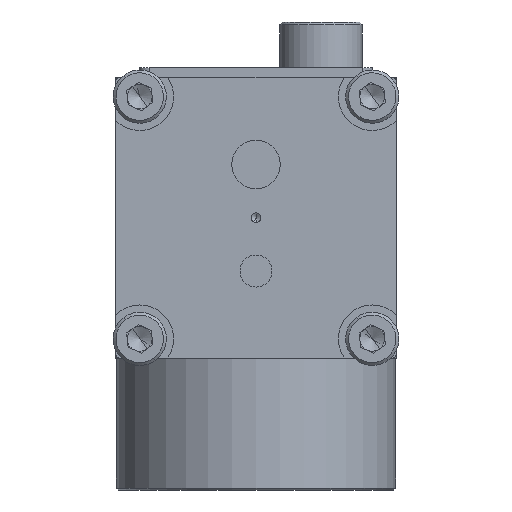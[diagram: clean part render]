
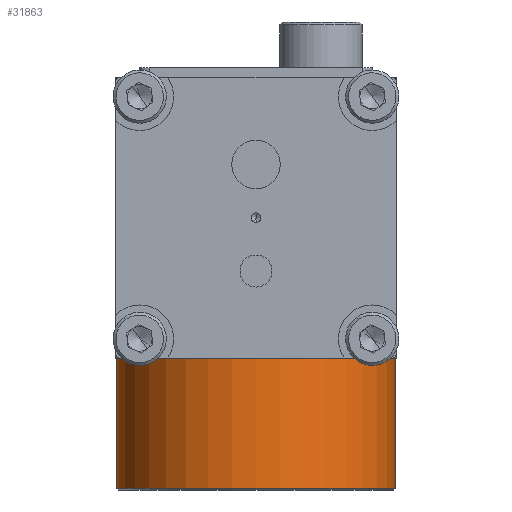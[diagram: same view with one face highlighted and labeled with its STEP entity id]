
A CAD part, front view. The second image highlights one B-rep face of the part: STEP entity #31863.
In plain terms, the highlighted cylindrical face has radius 14.4 mm (diameter 28.8 mm), a partial arc.
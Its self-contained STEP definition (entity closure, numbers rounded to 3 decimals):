
#3918 = DIRECTION ( 'NONE',  ( 0., 0., 1. ) ) ;
#7639 = ORIENTED_EDGE ( 'NONE', *, *, #56159, .T. ) ;
#10677 = EDGE_CURVE ( 'NONE', #90570, #75243, #85636, .T. ) ;
#10904 = CARTESIAN_POINT ( 'NONE',  ( -14.4, 0., 13.6 ) ) ;
#19334 = VERTEX_POINT ( 'NONE', #10904 ) ;
#19379 = VECTOR ( 'NONE', #106959, 1000. ) ;
#21331 = CYLINDRICAL_SURFACE ( 'NONE', #90312, 14.4 ) ;
#24045 = AXIS2_PLACEMENT_3D ( 'NONE', #120663, #53482, #131947 ) ;
#27081 = CARTESIAN_POINT ( 'NONE',  ( -14.4, 0., 0.2 ) ) ;
#29770 = CARTESIAN_POINT ( 'NONE',  ( 0., -14.4, 0.2 ) ) ;
#31863 = ADVANCED_FACE ( 'NONE', ( #61850 ), #21331, .T. ) ;
#34904 = ORIENTED_EDGE ( 'NONE', *, *, #80069, .T. ) ;
#35638 = CIRCLE ( 'NONE', #82385, 14.4 ) ;
#40797 = AXIS2_PLACEMENT_3D ( 'NONE', #115134, #47906, #126386 ) ;
#41071 = CARTESIAN_POINT ( 'NONE',  ( 0., 0., 13.6 ) ) ;
#41517 = CARTESIAN_POINT ( 'NONE',  ( 14.4, 0., 0.2 ) ) ;
#47481 = ORIENTED_EDGE ( 'NONE', *, *, #138345, .F. ) ;
#47906 = DIRECTION ( 'NONE',  ( 0., 0., 1. ) ) ;
#49312 = LINE ( 'NONE', #95673, #19379 ) ;
#52455 = DIRECTION ( 'NONE',  ( 1., 0., 0. ) ) ;
#52586 = ORIENTED_EDGE ( 'NONE', *, *, #10677, .T. ) ;
#53482 = DIRECTION ( 'NONE',  ( 0., 0., 1. ) ) ;
#56159 = EDGE_CURVE ( 'NONE', #142810, #90570, #85140, .T. ) ;
#61850 = FACE_OUTER_BOUND ( 'NONE', #129761, .T. ) ;
#70326 = CARTESIAN_POINT ( 'NONE',  ( 0., 0., 0. ) ) ;
#75243 = VERTEX_POINT ( 'NONE', #41517 ) ;
#77376 = LINE ( 'NONE', #82423, #103771 ) ;
#80069 = EDGE_CURVE ( 'NONE', #75243, #132775, #49312, .T. ) ;
#82385 = AXIS2_PLACEMENT_3D ( 'NONE', #41071, #119640, #52455 ) ;
#82423 = CARTESIAN_POINT ( 'NONE',  ( -14.4, 0., 0. ) ) ;
#85140 = CIRCLE ( 'NONE', #40797, 14.4 ) ;
#85636 = CIRCLE ( 'NONE', #24045, 14.4 ) ;
#90312 = AXIS2_PLACEMENT_3D ( 'NONE', #70326, #137585, #115505 ) ;
#90570 = VERTEX_POINT ( 'NONE', #29770 ) ;
#92457 = EDGE_CURVE ( 'NONE', #132775, #19334, #35638, .T. ) ;
#95673 = CARTESIAN_POINT ( 'NONE',  ( 14.4, 0., 0. ) ) ;
#96968 = ORIENTED_EDGE ( 'NONE', *, *, #92457, .T. ) ;
#103771 = VECTOR ( 'NONE', #3918, 1000. ) ;
#106959 = DIRECTION ( 'NONE',  ( 0., 0., 1. ) ) ;
#115134 = CARTESIAN_POINT ( 'NONE',  ( 0., 0., 0.2 ) ) ;
#115505 = DIRECTION ( 'NONE',  ( 1., 0., 0. ) ) ;
#116009 = CARTESIAN_POINT ( 'NONE',  ( 14.4, 0., 13.6 ) ) ;
#119640 = DIRECTION ( 'NONE',  ( 0., 0., -1. ) ) ;
#120663 = CARTESIAN_POINT ( 'NONE',  ( 0., 0., 0.2 ) ) ;
#126386 = DIRECTION ( 'NONE',  ( 1., 0., 0. ) ) ;
#129761 = EDGE_LOOP ( 'NONE', ( #47481, #7639, #52586, #34904, #96968 ) ) ;
#131947 = DIRECTION ( 'NONE',  ( 1., 0., 0. ) ) ;
#132775 = VERTEX_POINT ( 'NONE', #116009 ) ;
#137585 = DIRECTION ( 'NONE',  ( 0., 0., 1. ) ) ;
#138345 = EDGE_CURVE ( 'NONE', #142810, #19334, #77376, .T. ) ;
#142810 = VERTEX_POINT ( 'NONE', #27081 ) ;
